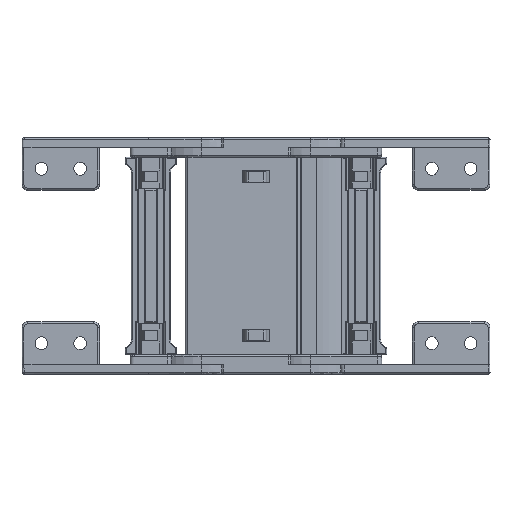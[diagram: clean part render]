
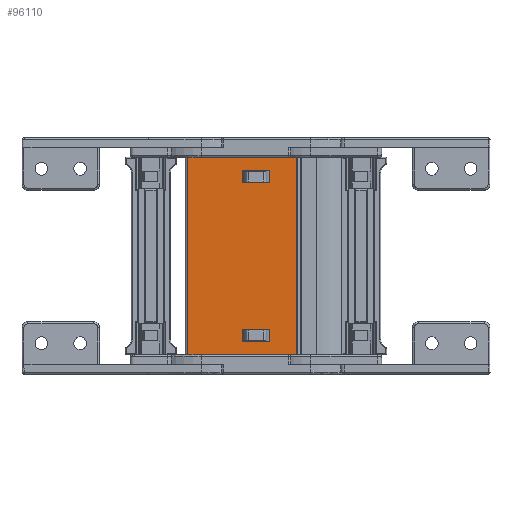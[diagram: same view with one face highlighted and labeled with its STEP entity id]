
A CAD part, front view. The second image highlights one B-rep face of the part: STEP entity #96110.
In plain terms, the highlighted planar face has unit normal (0, -1, 0).
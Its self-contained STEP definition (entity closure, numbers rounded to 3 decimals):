
#117 = CARTESIAN_POINT ( 'NONE',  ( -44.033, 71.004, -32.166 ) ) ;
#534 = CARTESIAN_POINT ( 'NONE',  ( -27.033, 71.004, -19.116 ) ) ;
#560 = VERTEX_POINT ( 'NONE', #56351 ) ;
#716 = CARTESIAN_POINT ( 'NONE',  ( -27.033, 71.004, 56.584 ) ) ;
#872 = CARTESIAN_POINT ( 'NONE',  ( -41.033, 71.004, 56.584 ) ) ;
#5623 = DIRECTION ( 'NONE',  ( 0., 0., 1. ) ) ;
#5756 = ORIENTED_EDGE ( 'NONE', *, *, #78908, .T. ) ;
#6080 = CARTESIAN_POINT ( 'NONE',  ( -69.013, 71.004, 69.634 ) ) ;
#6878 = VERTEX_POINT ( 'NONE', #38663 ) ;
#8230 = EDGE_LOOP ( 'NONE', ( #59575, #94191, #5756, #82075 ) ) ;
#9102 = CARTESIAN_POINT ( 'NONE',  ( -41.033, 71.004, -19.116 ) ) ;
#9735 = EDGE_CURVE ( 'NONE', #48319, #560, #31993, .T. ) ;
#11555 = CARTESIAN_POINT ( 'NONE',  ( -41.033, 71.004, -25.416 ) ) ;
#12999 = CARTESIAN_POINT ( 'NONE',  ( -41.033, 71.004, -19.116 ) ) ;
#20001 = EDGE_CURVE ( 'NONE', #6878, #40309, #37749, .T. ) ;
#20787 = CARTESIAN_POINT ( 'NONE',  ( -44.033, 71.004, 129.334 ) ) ;
#21497 = AXIS2_PLACEMENT_3D ( 'NONE', #20787, #44517, #43832 ) ;
#22314 = EDGE_CURVE ( 'NONE', #54045, #52463, #61987, .T. ) ;
#23316 = ORIENTED_EDGE ( 'NONE', *, *, #92455, .T. ) ;
#23388 = DIRECTION ( 'NONE',  ( 0., 0., 1. ) ) ;
#25410 = VECTOR ( 'NONE', #23388, 1000. ) ;
#27005 = PLANE ( 'NONE',  #21497 ) ;
#27304 = VECTOR ( 'NONE', #64251, 1000. ) ;
#27327 = CARTESIAN_POINT ( 'NONE',  ( -69.013, 71.004, 210.953 ) ) ;
#27423 = EDGE_CURVE ( 'NONE', #88541, #6878, #36948, .T. ) ;
#27580 = LINE ( 'NONE', #34558, #59462 ) ;
#28985 = DIRECTION ( 'NONE',  ( 1., 0., 0. ) ) ;
#30194 = CARTESIAN_POINT ( 'NONE',  ( -27.033, 71.004, -19.116 ) ) ;
#30747 = EDGE_CURVE ( 'NONE', #49625, #54045, #53711, .T. ) ;
#31411 = CARTESIAN_POINT ( 'NONE',  ( -12.813, 71.004, 69.634 ) ) ;
#31993 = LINE ( 'NONE', #27327, #36776 ) ;
#33199 = DIRECTION ( 'NONE',  ( 0., 0., -1. ) ) ;
#33809 = VECTOR ( 'NONE', #50744, 1000. ) ;
#34558 = CARTESIAN_POINT ( 'NONE',  ( -41.033, 71.004, 62.884 ) ) ;
#34853 = CARTESIAN_POINT ( 'NONE',  ( -41.033, 71.004, 56.584 ) ) ;
#35403 = EDGE_CURVE ( 'NONE', #98264, #560, #74879, .T. ) ;
#36252 = FACE_BOUND ( 'NONE', #72344, .T. ) ;
#36776 = VECTOR ( 'NONE', #50325, 1000. ) ;
#36948 = LINE ( 'NONE', #716, #86022 ) ;
#37749 = LINE ( 'NONE', #34853, #77014 ) ;
#38663 = CARTESIAN_POINT ( 'NONE',  ( -27.033, 71.004, 56.584 ) ) ;
#40309 = VERTEX_POINT ( 'NONE', #84985 ) ;
#40518 = ORIENTED_EDGE ( 'NONE', *, *, #35403, .F. ) ;
#41098 = VECTOR ( 'NONE', #28985, 1000. ) ;
#43832 = DIRECTION ( 'NONE',  ( 0., 0., -1. ) ) ;
#43870 = EDGE_LOOP ( 'NONE', ( #59864, #40518, #81722, #23316 ) ) ;
#44517 = DIRECTION ( 'NONE',  ( 0., 1., 0. ) ) ;
#44857 = LINE ( 'NONE', #66182, #33809 ) ;
#45501 = DIRECTION ( 'NONE',  ( -1., 0., 0. ) ) ;
#47323 = VERTEX_POINT ( 'NONE', #62119 ) ;
#48319 = VERTEX_POINT ( 'NONE', #6080 ) ;
#49592 = DIRECTION ( 'NONE',  ( 0., 0., -1. ) ) ;
#49625 = VERTEX_POINT ( 'NONE', #90736 ) ;
#50325 = DIRECTION ( 'NONE',  ( 0., 0., -1. ) ) ;
#50744 = DIRECTION ( 'NONE',  ( -1., 0., 0. ) ) ;
#52127 = CARTESIAN_POINT ( 'NONE',  ( -27.033, 71.004, 62.884 ) ) ;
#52463 = VERTEX_POINT ( 'NONE', #72312 ) ;
#53711 = LINE ( 'NONE', #12999, #56165 ) ;
#54045 = VERTEX_POINT ( 'NONE', #101230 ) ;
#54079 = VECTOR ( 'NONE', #80190, 1000. ) ;
#56165 = VECTOR ( 'NONE', #75702, 1000. ) ;
#56351 = CARTESIAN_POINT ( 'NONE',  ( -69.013, 71.004, -32.166 ) ) ;
#56948 = LINE ( 'NONE', #534, #75326 ) ;
#59462 = VECTOR ( 'NONE', #98631, 1000. ) ;
#59575 = ORIENTED_EDGE ( 'NONE', *, *, #20001, .T. ) ;
#59864 = ORIENTED_EDGE ( 'NONE', *, *, #9735, .T. ) ;
#61987 = LINE ( 'NONE', #11555, #41098 ) ;
#62070 = FACE_OUTER_BOUND ( 'NONE', #43870, .T. ) ;
#62119 = CARTESIAN_POINT ( 'NONE',  ( -41.033, 71.004, 62.884 ) ) ;
#64251 = DIRECTION ( 'NONE',  ( -1., 0., 0. ) ) ;
#66182 = CARTESIAN_POINT ( 'NONE',  ( -44.033, 71.004, 69.634 ) ) ;
#67909 = ORIENTED_EDGE ( 'NONE', *, *, #22314, .F. ) ;
#70789 = EDGE_CURVE ( 'NONE', #76183, #98264, #88010, .T. ) ;
#71868 = FACE_BOUND ( 'NONE', #8230, .T. ) ;
#72312 = CARTESIAN_POINT ( 'NONE',  ( -27.033, 71.004, -25.416 ) ) ;
#72344 = EDGE_LOOP ( 'NONE', ( #87940, #83199, #67909, #73844 ) ) ;
#73844 = ORIENTED_EDGE ( 'NONE', *, *, #30747, .F. ) ;
#74518 = LINE ( 'NONE', #872, #25410 ) ;
#74879 = LINE ( 'NONE', #117, #54079 ) ;
#75326 = VECTOR ( 'NONE', #5623, 1000. ) ;
#75702 = DIRECTION ( 'NONE',  ( 0., 0., -1. ) ) ;
#76183 = VERTEX_POINT ( 'NONE', #31411 ) ;
#77014 = VECTOR ( 'NONE', #45501, 1000. ) ;
#78908 = EDGE_CURVE ( 'NONE', #47323, #88541, #27580, .T. ) ;
#79150 = CARTESIAN_POINT ( 'NONE',  ( -12.813, 71.004, 210.953 ) ) ;
#80190 = DIRECTION ( 'NONE',  ( -1., 0., 0. ) ) ;
#81722 = ORIENTED_EDGE ( 'NONE', *, *, #70789, .F. ) ;
#81742 = EDGE_CURVE ( 'NONE', #40309, #47323, #74518, .T. ) ;
#82075 = ORIENTED_EDGE ( 'NONE', *, *, #27423, .T. ) ;
#83199 = ORIENTED_EDGE ( 'NONE', *, *, #93859, .F. ) ;
#84985 = CARTESIAN_POINT ( 'NONE',  ( -41.033, 71.004, 56.584 ) ) ;
#86022 = VECTOR ( 'NONE', #49592, 1000. ) ;
#86236 = EDGE_CURVE ( 'NONE', #89022, #49625, #92359, .T. ) ;
#87940 = ORIENTED_EDGE ( 'NONE', *, *, #86236, .F. ) ;
#88010 = LINE ( 'NONE', #79150, #89280 ) ;
#88541 = VERTEX_POINT ( 'NONE', #52127 ) ;
#89022 = VERTEX_POINT ( 'NONE', #30194 ) ;
#89280 = VECTOR ( 'NONE', #33199, 1000. ) ;
#90096 = CARTESIAN_POINT ( 'NONE',  ( -12.813, 71.004, -32.166 ) ) ;
#90736 = CARTESIAN_POINT ( 'NONE',  ( -41.033, 71.004, -19.116 ) ) ;
#92359 = LINE ( 'NONE', #9102, #27304 ) ;
#92455 = EDGE_CURVE ( 'NONE', #76183, #48319, #44857, .T. ) ;
#93859 = EDGE_CURVE ( 'NONE', #52463, #89022, #56948, .T. ) ;
#94191 = ORIENTED_EDGE ( 'NONE', *, *, #81742, .T. ) ;
#96110 = ADVANCED_FACE ( 'NONE', ( #62070, #71868, #36252 ), #27005, .F. ) ;
#98264 = VERTEX_POINT ( 'NONE', #90096 ) ;
#98631 = DIRECTION ( 'NONE',  ( 1., 0., 0. ) ) ;
#101230 = CARTESIAN_POINT ( 'NONE',  ( -41.033, 71.004, -25.416 ) ) ;
